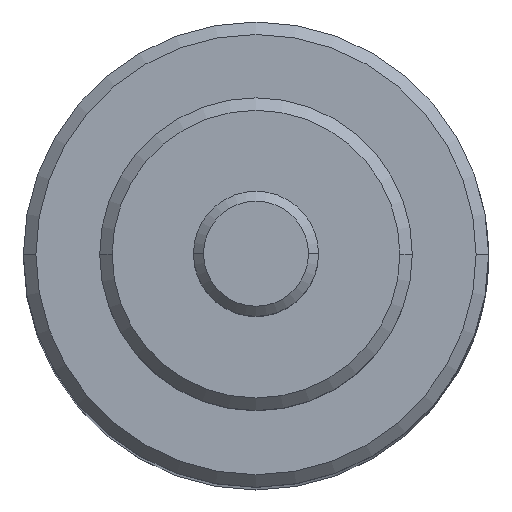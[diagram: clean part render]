
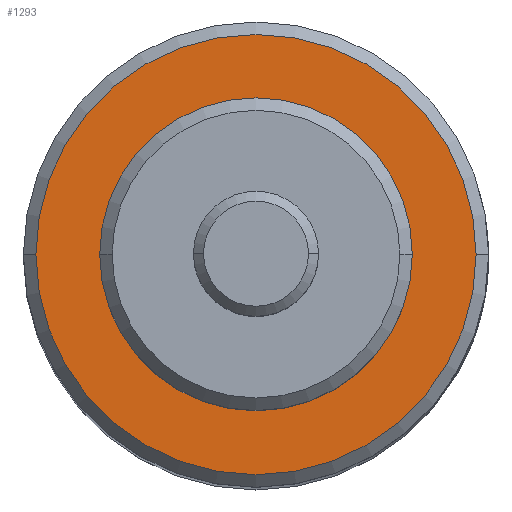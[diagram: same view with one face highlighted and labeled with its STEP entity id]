
A CAD part, top view. The second image highlights one B-rep face of the part: STEP entity #1293.
In plain terms, the highlighted planar face has unit normal (0, 0, 1).
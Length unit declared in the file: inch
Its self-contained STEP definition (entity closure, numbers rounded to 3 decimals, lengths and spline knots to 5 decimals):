
#2 = EDGE_CURVE ( 'NONE', #2496, #2165, #2180, .T. ) ;
#65 = CARTESIAN_POINT ( 'NONE',  ( 0., 0., -0.5 ) ) ;
#285 = DIRECTION ( 'NONE',  ( 1., 0., 0. ) ) ;
#287 = CARTESIAN_POINT ( 'NONE',  ( 0., 0., -0.5 ) ) ;
#339 = CARTESIAN_POINT ( 'NONE',  ( 0., 0., -0.5 ) ) ;
#366 = AXIS2_PLACEMENT_3D ( 'NONE', #287, #1734, #505 ) ;
#439 = CARTESIAN_POINT ( 'NONE',  ( -0.31125, 0., -0.5 ) ) ;
#505 = DIRECTION ( 'NONE',  ( -1., 0., 0. ) ) ;
#517 = ORIENTED_EDGE ( 'NONE', *, *, #2, .T. ) ;
#521 = AXIS2_PLACEMENT_3D ( 'NONE', #339, #2194, #551 ) ;
#538 = EDGE_CURVE ( 'NONE', #2165, #2496, #613, .T. ) ;
#551 = DIRECTION ( 'NONE',  ( -1., 0., 0. ) ) ;
#613 = CIRCLE ( 'NONE', #366, 0.44 ) ;
#681 = AXIS2_PLACEMENT_3D ( 'NONE', #65, #1519, #285 ) ;
#696 = DIRECTION ( 'NONE',  ( -1., 0., 0. ) ) ;
#707 = ORIENTED_EDGE ( 'NONE', *, *, #2152, .F. ) ;
#742 = EDGE_LOOP ( 'NONE', ( #2247, #517 ) ) ;
#771 = CIRCLE ( 'NONE', #681, 0.31125 ) ;
#923 = DIRECTION ( 'NONE',  ( 0., 0., 1. ) ) ;
#1272 = FACE_OUTER_BOUND ( 'NONE', #742, .T. ) ;
#1293 = ADVANCED_FACE ( 'NONE', ( #1272, #2387 ), #1612, .F. ) ;
#1519 = DIRECTION ( 'NONE',  ( 0., 0., 1. ) ) ;
#1612 = PLANE ( 'NONE',  #1715 ) ;
#1715 = AXIS2_PLACEMENT_3D ( 'NONE', #2645, #1941, #696 ) ;
#1734 = DIRECTION ( 'NONE',  ( 0., 0., 1. ) ) ;
#1907 = EDGE_LOOP ( 'NONE', ( #707, #2044 ) ) ;
#1941 = DIRECTION ( 'NONE',  ( 0., 0., -1. ) ) ;
#1957 = CARTESIAN_POINT ( 'NONE',  ( -0.44, 0., -0.5 ) ) ;
#2044 = ORIENTED_EDGE ( 'NONE', *, *, #2669, .F. ) ;
#2148 = CARTESIAN_POINT ( 'NONE',  ( 0., 0., -0.5 ) ) ;
#2152 = EDGE_CURVE ( 'NONE', #2452, #2353, #2625, .T. ) ;
#2165 = VERTEX_POINT ( 'NONE', #1957 ) ;
#2180 = CIRCLE ( 'NONE', #521, 0.44 ) ;
#2194 = DIRECTION ( 'NONE',  ( 0., 0., 1. ) ) ;
#2247 = ORIENTED_EDGE ( 'NONE', *, *, #538, .T. ) ;
#2336 = AXIS2_PLACEMENT_3D ( 'NONE', #2148, #923, #2377 ) ;
#2353 = VERTEX_POINT ( 'NONE', #439 ) ;
#2362 = CARTESIAN_POINT ( 'NONE',  ( 0.31125, 0., -0.5 ) ) ;
#2377 = DIRECTION ( 'NONE',  ( 1., 0., 0. ) ) ;
#2387 = FACE_BOUND ( 'NONE', #1907, .T. ) ;
#2452 = VERTEX_POINT ( 'NONE', #2362 ) ;
#2496 = VERTEX_POINT ( 'NONE', #2574 ) ;
#2574 = CARTESIAN_POINT ( 'NONE',  ( 0.44, 0., -0.5 ) ) ;
#2625 = CIRCLE ( 'NONE', #2336, 0.31125 ) ;
#2645 = CARTESIAN_POINT ( 'NONE',  ( 0., 0.465, -0.5 ) ) ;
#2669 = EDGE_CURVE ( 'NONE', #2353, #2452, #771, .T. ) ;
